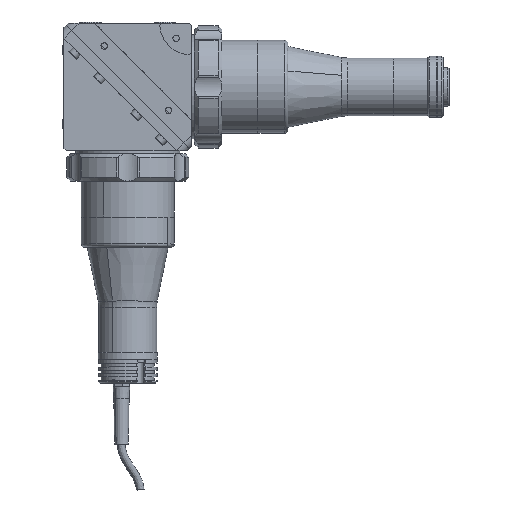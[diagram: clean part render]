
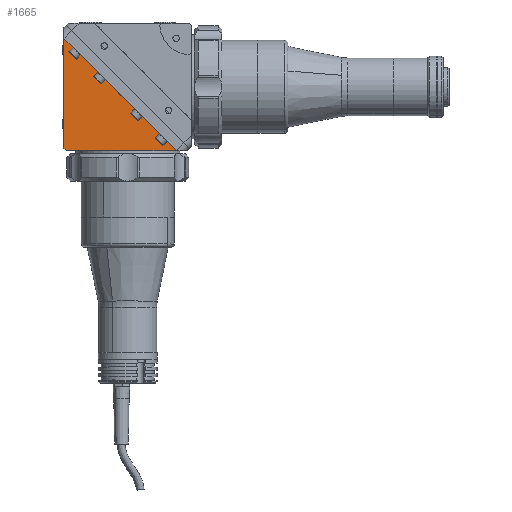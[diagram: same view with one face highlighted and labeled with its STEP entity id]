
A CAD part, top view. The second image highlights one B-rep face of the part: STEP entity #1665.
In plain terms, the highlighted planar face has unit normal (0, 0, 1).
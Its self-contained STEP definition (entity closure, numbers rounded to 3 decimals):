
#338 = DIRECTION ( 'NONE',  ( -1., 0., 0. ) ) ;
#1085 = ORIENTED_EDGE ( 'NONE', *, *, #7032, .F. ) ;
#1376 = LINE ( 'NONE', #15533, #3094 ) ;
#1665 = ADVANCED_FACE ( 'NONE', ( #16238 ), #2182, .T. ) ;
#2182 = PLANE ( 'NONE',  #23160 ) ;
#2697 = LINE ( 'NONE', #16402, #11358 ) ;
#2743 = VERTEX_POINT ( 'NONE', #10107 ) ;
#2843 = ORIENTED_EDGE ( 'NONE', *, *, #21815, .T. ) ;
#3094 = VECTOR ( 'NONE', #10264, 1000. ) ;
#3212 = VERTEX_POINT ( 'NONE', #19208 ) ;
#3367 = ORIENTED_EDGE ( 'NONE', *, *, #23226, .F. ) ;
#3490 = CARTESIAN_POINT ( 'NONE',  ( -41.682, -41.682, 34. ) ) ;
#5951 = CARTESIAN_POINT ( 'NONE',  ( 0., 0., 34. ) ) ;
#7032 = EDGE_CURVE ( 'NONE', #17809, #14065, #15875, .T. ) ;
#8112 = VECTOR ( 'NONE', #16855, 1000. ) ;
#8778 = EDGE_LOOP ( 'NONE', ( #3367, #19883, #1085, #2843, #21716 ) ) ;
#8973 = CARTESIAN_POINT ( 'NONE',  ( -41.682, 31.783, 34. ) ) ;
#8983 = DIRECTION ( 'NONE',  ( 0., 0., 1. ) ) ;
#9682 = LINE ( 'NONE', #20386, #16098 ) ;
#10107 = CARTESIAN_POINT ( 'NONE',  ( -40.268, -41.682, 34. ) ) ;
#10220 = EDGE_CURVE ( 'NONE', #15462, #2743, #18393, .T. ) ;
#10264 = DIRECTION ( 'NONE',  ( 0.707, -0.707, 0. ) ) ;
#11358 = VECTOR ( 'NONE', #338, 1000. ) ;
#13698 = CARTESIAN_POINT ( 'NONE',  ( -41.682, -40.268, 34. ) ) ;
#14065 = VERTEX_POINT ( 'NONE', #8973 ) ;
#15408 = CARTESIAN_POINT ( 'NONE',  ( 0., -41.682, 34. ) ) ;
#15462 = VERTEX_POINT ( 'NONE', #15408 ) ;
#15533 = CARTESIAN_POINT ( 'NONE',  ( -41.682, -40.268, 34. ) ) ;
#15875 = LINE ( 'NONE', #3490, #16199 ) ;
#16098 = VECTOR ( 'NONE', #16477, 1000. ) ;
#16199 = VECTOR ( 'NONE', #19537, 1000. ) ;
#16238 = FACE_OUTER_BOUND ( 'NONE', #8778, .T. ) ;
#16402 = CARTESIAN_POINT ( 'NONE',  ( 41.682, -41.682, 34. ) ) ;
#16477 = DIRECTION ( 'NONE',  ( 0.707, -0.707, 0. ) ) ;
#16734 = CARTESIAN_POINT ( 'NONE',  ( 41.682, -41.682, 34. ) ) ;
#16855 = DIRECTION ( 'NONE',  ( -1., 0., 0. ) ) ;
#17809 = VERTEX_POINT ( 'NONE', #13698 ) ;
#18393 = LINE ( 'NONE', #16734, #8112 ) ;
#19208 = CARTESIAN_POINT ( 'NONE',  ( 31.783, -41.682, 34. ) ) ;
#19537 = DIRECTION ( 'NONE',  ( 0., 1., 0. ) ) ;
#19883 = ORIENTED_EDGE ( 'NONE', *, *, #20261, .F. ) ;
#20261 = EDGE_CURVE ( 'NONE', #14065, #3212, #9682, .T. ) ;
#20386 = CARTESIAN_POINT ( 'NONE',  ( 31.783, -41.682, 34. ) ) ;
#21716 = ORIENTED_EDGE ( 'NONE', *, *, #10220, .F. ) ;
#21779 = DIRECTION ( 'NONE',  ( 1., 0., 0. ) ) ;
#21815 = EDGE_CURVE ( 'NONE', #17809, #2743, #1376, .T. ) ;
#23160 = AXIS2_PLACEMENT_3D ( 'NONE', #5951, #8983, #21779 ) ;
#23226 = EDGE_CURVE ( 'NONE', #3212, #15462, #2697, .T. ) ;
